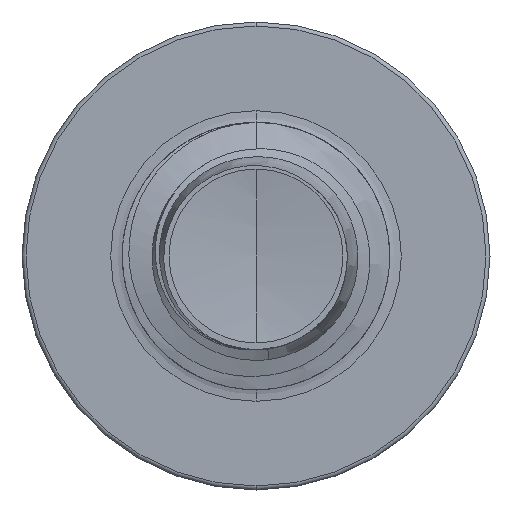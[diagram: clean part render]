
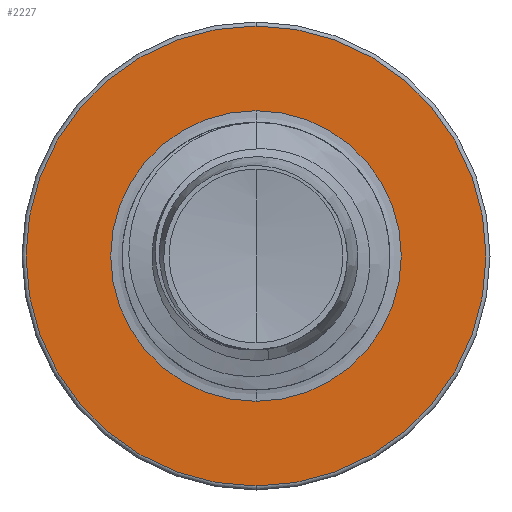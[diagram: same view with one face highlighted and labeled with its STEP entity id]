
A CAD part, front view. The second image highlights one B-rep face of the part: STEP entity #2227.
In plain terms, the highlighted planar face has unit normal (0, -1, 0).
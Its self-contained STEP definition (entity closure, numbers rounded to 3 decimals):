
#28 = VERTEX_POINT ( 'NONE', #13196 ) ;
#572 = ORIENTED_EDGE ( 'NONE', *, *, #23519, .T. ) ;
#1120 = CARTESIAN_POINT ( 'NONE',  ( 0., 12.5, -3.44 ) ) ;
#2080 = VERTEX_POINT ( 'NONE', #6615 ) ;
#2227 = ADVANCED_FACE ( 'NONE', ( #4596, #14403 ), #7621, .F. ) ;
#2261 = CARTESIAN_POINT ( 'NONE',  ( 0., 12.5, 0. ) ) ;
#3551 = DIRECTION ( 'NONE',  ( 0., 0., 1. ) ) ;
#3581 = DIRECTION ( 'NONE',  ( 0., 1., 0. ) ) ;
#3834 = EDGE_LOOP ( 'NONE', ( #4270, #13655 ) ) ;
#4270 = ORIENTED_EDGE ( 'NONE', *, *, #4660, .F. ) ;
#4427 = DIRECTION ( 'NONE',  ( 0., 0., 1. ) ) ;
#4596 = FACE_OUTER_BOUND ( 'NONE', #3834, .T. ) ;
#4660 = EDGE_CURVE ( 'NONE', #16270, #22498, #18343, .T. ) ;
#4859 = EDGE_LOOP ( 'NONE', ( #15923, #572 ) ) ;
#6532 = CARTESIAN_POINT ( 'NONE',  ( 0., 12.5, -2.174 ) ) ;
#6615 = CARTESIAN_POINT ( 'NONE',  ( 0., 12.5, -2.174 ) ) ;
#7621 = PLANE ( 'NONE',  #18178 ) ;
#9604 = AXIS2_PLACEMENT_3D ( 'NONE', #10791, #22695, #12707 ) ;
#9827 = DIRECTION ( 'NONE',  ( 0., 1., 0. ) ) ;
#9958 = EDGE_CURVE ( 'NONE', #22498, #16270, #14106, .T. ) ;
#10791 = CARTESIAN_POINT ( 'NONE',  ( 0., 12.5, 0. ) ) ;
#12707 = DIRECTION ( 'NONE',  ( 0., 0., 1. ) ) ;
#12951 = EDGE_CURVE ( 'NONE', #28, #2080, #17004, .T. ) ;
#13196 = CARTESIAN_POINT ( 'NONE',  ( 0., 12.5, 2.174 ) ) ;
#13222 = CARTESIAN_POINT ( 'NONE',  ( 0., 12.5, 3.44 ) ) ;
#13655 = ORIENTED_EDGE ( 'NONE', *, *, #9958, .F. ) ;
#14106 = CIRCLE ( 'NONE', #20913, 3.44 ) ;
#14403 = FACE_BOUND ( 'NONE', #4859, .T. ) ;
#15923 = ORIENTED_EDGE ( 'NONE', *, *, #12951, .T. ) ;
#16139 = DIRECTION ( 'NONE',  ( 0., 1., 0. ) ) ;
#16270 = VERTEX_POINT ( 'NONE', #13222 ) ;
#17004 = CIRCLE ( 'NONE', #18214, 2.174 ) ;
#17980 = CIRCLE ( 'NONE', #9604, 2.174 ) ;
#18178 = AXIS2_PLACEMENT_3D ( 'NONE', #6532, #3581, #3551 ) ;
#18214 = AXIS2_PLACEMENT_3D ( 'NONE', #2261, #16139, #4427 ) ;
#18343 = CIRCLE ( 'NONE', #19844, 3.44 ) ;
#18585 = DIRECTION ( 'NONE',  ( 0., 0., 1. ) ) ;
#18727 = DIRECTION ( 'NONE',  ( 0., 1., 0. ) ) ;
#18753 = CARTESIAN_POINT ( 'NONE',  ( 0., 12.5, 0. ) ) ;
#19844 = AXIS2_PLACEMENT_3D ( 'NONE', #18753, #18727, #18585 ) ;
#20365 = CARTESIAN_POINT ( 'NONE',  ( 0., 12.5, 0. ) ) ;
#20913 = AXIS2_PLACEMENT_3D ( 'NONE', #20365, #9827, #21808 ) ;
#21808 = DIRECTION ( 'NONE',  ( 0., 0., 1. ) ) ;
#22498 = VERTEX_POINT ( 'NONE', #1120 ) ;
#22695 = DIRECTION ( 'NONE',  ( 0., 1., 0. ) ) ;
#23519 = EDGE_CURVE ( 'NONE', #2080, #28, #17980, .T. ) ;
